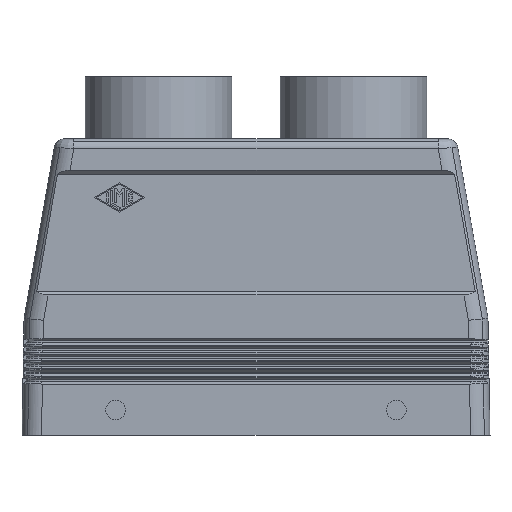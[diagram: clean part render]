
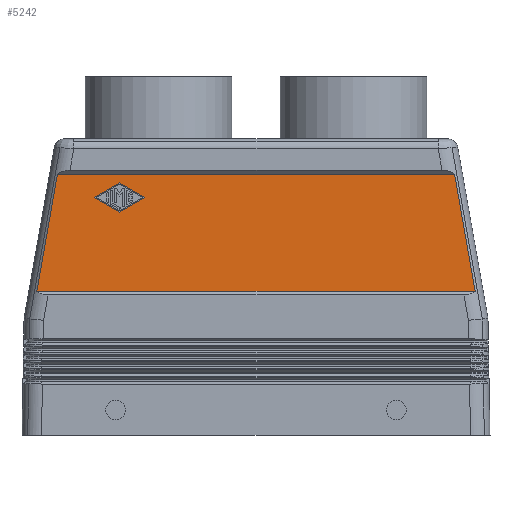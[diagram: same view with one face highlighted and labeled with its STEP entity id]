
A CAD part, front view. The second image highlights one B-rep face of the part: STEP entity #5242.
In plain terms, the highlighted planar face has unit normal (0, -1, 0).
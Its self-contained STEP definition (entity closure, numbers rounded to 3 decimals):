
#193=CARTESIAN_POINT('',(50.921,-20.5,67.0));
#194=VERTEX_POINT('',#193);
#202=CARTESIAN_POINT('',(56.211,-20.5,37.0));
#203=VERTEX_POINT('',#202);
#204=CARTESIAN_POINT('',(50.921,-20.5,67.0));
#205=DIRECTION('',(0.174,0.0,-0.985));
#206=VECTOR('',#205,30.463);
#207=LINE('',#204,#206);
#208=EDGE_CURVE('',#194,#203,#207,.T.);
#659=CARTESIAN_POINT('',(-56.211,-20.5,37.0));
#660=VERTEX_POINT('',#659);
#668=CARTESIAN_POINT('',(-50.921,-20.5,67.0));
#669=VERTEX_POINT('',#668);
#670=CARTESIAN_POINT('',(-56.211,-20.5,37.0));
#671=DIRECTION('',(0.174,0.0,0.985));
#672=VECTOR('',#671,30.463);
#673=LINE('',#670,#672);
#674=EDGE_CURVE('',#660,#669,#673,.T.);
#4450=CARTESIAN_POINT('',(-28.5,-20.5,61.));
#4451=VERTEX_POINT('',#4450);
#4458=CARTESIAN_POINT('',(-35.,-20.5,64.749));
#4459=VERTEX_POINT('',#4458);
#4460=CARTESIAN_POINT('',(-35.,-20.5,64.749));
#4461=DIRECTION('',(0.866,0.0,-0.5));
#4462=VECTOR('',#4461,7.504);
#4463=LINE('',#4460,#4462);
#4464=EDGE_CURVE('',#4459,#4451,#4463,.T.);
#4488=CARTESIAN_POINT('',(-35.,-20.5,57.251));
#4489=VERTEX_POINT('',#4488);
#4496=CARTESIAN_POINT('',(-28.5,-20.5,61.));
#4497=DIRECTION('',(-0.866,0.0,-0.5));
#4498=VECTOR('',#4497,7.504);
#4499=LINE('',#4496,#4498);
#4500=EDGE_CURVE('',#4451,#4489,#4499,.T.);
#4519=CARTESIAN_POINT('',(-41.5,-20.5,61.));
#4520=VERTEX_POINT('',#4519);
#4527=CARTESIAN_POINT('',(-35.,-20.5,57.251));
#4528=DIRECTION('',(-0.866,0.0,0.5));
#4529=VECTOR('',#4528,7.504);
#4530=LINE('',#4527,#4529);
#4531=EDGE_CURVE('',#4489,#4520,#4530,.T.);
#4549=CARTESIAN_POINT('',(-41.5,-20.5,61.));
#4550=DIRECTION('',(0.866,0.0,0.5));
#4551=VECTOR('',#4550,7.504);
#4552=LINE('',#4549,#4551);
#4553=EDGE_CURVE('',#4520,#4459,#4552,.T.);
#5215=CARTESIAN_POINT('',(0.0,-20.5,67.0));
#5216=DIRECTION('',(0.0,1.0,0.0));
#5217=DIRECTION('',(0.0,0.0,1.0));
#5218=AXIS2_PLACEMENT_3D('',#5215,#5216,#5217);
#5219=PLANE('',#5218);
#5220=ORIENTED_EDGE('',*,*,#674,.F.);
#5221=CARTESIAN_POINT('',(56.211,-20.5,37.0));
#5222=DIRECTION('',(-1.0,0.0,0.0));
#5223=VECTOR('',#5222,112.422);
#5224=LINE('',#5221,#5223);
#5225=EDGE_CURVE('',#203,#660,#5224,.T.);
#5226=ORIENTED_EDGE('',*,*,#5225,.F.);
#5227=ORIENTED_EDGE('',*,*,#208,.F.);
#5228=CARTESIAN_POINT('',(-50.921,-20.5,67.0));
#5229=DIRECTION('',(1.0,0.0,0.0));
#5230=VECTOR('',#5229,101.843);
#5231=LINE('',#5228,#5230);
#5232=EDGE_CURVE('',#669,#194,#5231,.T.);
#5233=ORIENTED_EDGE('',*,*,#5232,.F.);
#5234=EDGE_LOOP('',(#5220,#5226,#5227,#5233));
#5235=FACE_OUTER_BOUND('',#5234,.T.);
#5236=ORIENTED_EDGE('',*,*,#4464,.T.);
#5237=ORIENTED_EDGE('',*,*,#4500,.T.);
#5238=ORIENTED_EDGE('',*,*,#4531,.T.);
#5239=ORIENTED_EDGE('',*,*,#4553,.T.);
#5240=EDGE_LOOP('',(#5236,#5237,#5238,#5239));
#5241=FACE_BOUND('',#5240,.T.);
#5242=ADVANCED_FACE('',(#5235,#5241),#5219,.F.);
